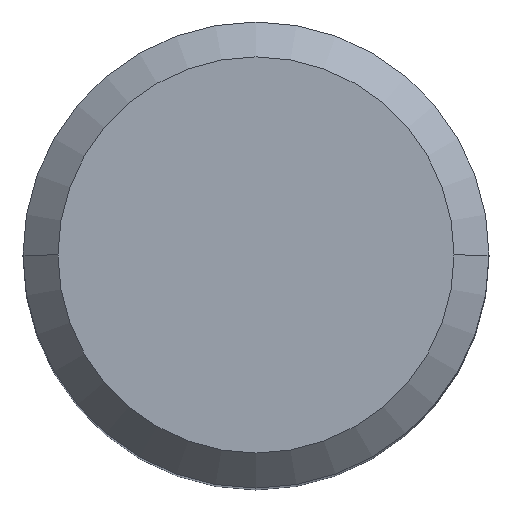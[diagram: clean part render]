
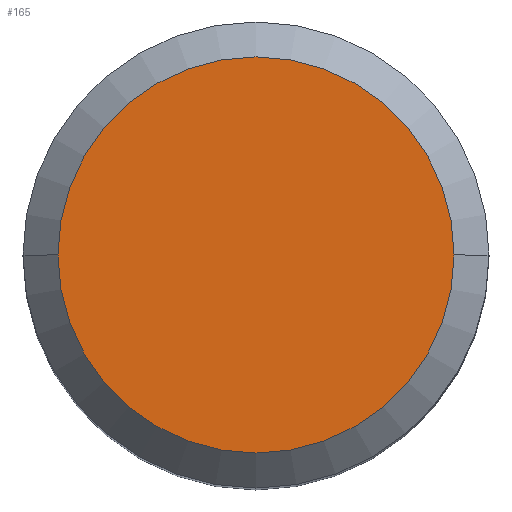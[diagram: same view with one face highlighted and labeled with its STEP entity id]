
A CAD part, top view. The second image highlights one B-rep face of the part: STEP entity #165.
In plain terms, the highlighted planar face has unit normal (0, 0, 1).
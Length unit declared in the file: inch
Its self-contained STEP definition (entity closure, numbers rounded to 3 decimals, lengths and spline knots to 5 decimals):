
#49 = DIRECTION ( 'NONE',  ( 0., 0., 1. ) ) ;
#70 = EDGE_LOOP ( 'NONE', ( #253, #97 ) ) ;
#81 = DIRECTION ( 'NONE',  ( 0., 0., -1. ) ) ;
#97 = ORIENTED_EDGE ( 'NONE', *, *, #486, .T. ) ;
#115 = DIRECTION ( 'NONE',  ( 0., 0., 1. ) ) ;
#128 = EDGE_CURVE ( 'NONE', #363, #295, #201, .T. ) ;
#165 = ADVANCED_FACE ( 'NONE', ( #236 ), #304, .F. ) ;
#166 = CARTESIAN_POINT ( 'NONE',  ( 0., 0., 0. ) ) ;
#201 = CIRCLE ( 'NONE', #425, 0.37187 ) ;
#223 = CARTESIAN_POINT ( 'NONE',  ( 0.37187, 0., 0. ) ) ;
#236 = FACE_OUTER_BOUND ( 'NONE', #70, .T. ) ;
#253 = ORIENTED_EDGE ( 'NONE', *, *, #128, .T. ) ;
#268 = DIRECTION ( 'NONE',  ( 1., 0., 0. ) ) ;
#295 = VERTEX_POINT ( 'NONE', #223 ) ;
#300 = CARTESIAN_POINT ( 'NONE',  ( 0., 0., 0. ) ) ;
#304 = PLANE ( 'NONE',  #360 ) ;
#312 = DIRECTION ( 'NONE',  ( 1., 0., 0. ) ) ;
#316 = CIRCLE ( 'NONE', #379, 0.37187 ) ;
#360 = AXIS2_PLACEMENT_3D ( 'NONE', #450, #81, #376 ) ;
#363 = VERTEX_POINT ( 'NONE', #485 ) ;
#376 = DIRECTION ( 'NONE',  ( -1., 0., 0. ) ) ;
#379 = AXIS2_PLACEMENT_3D ( 'NONE', #166, #49, #312 ) ;
#425 = AXIS2_PLACEMENT_3D ( 'NONE', #300, #115, #268 ) ;
#450 = CARTESIAN_POINT ( 'NONE',  ( 0., 0., 0. ) ) ;
#485 = CARTESIAN_POINT ( 'NONE',  ( -0.37187, 0., 0. ) ) ;
#486 = EDGE_CURVE ( 'NONE', #295, #363, #316, .T. ) ;
